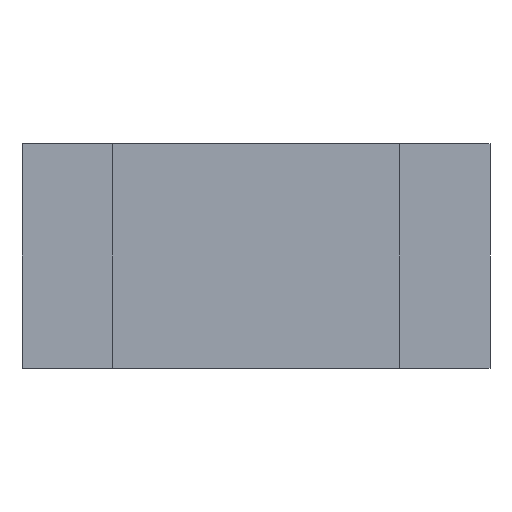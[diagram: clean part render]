
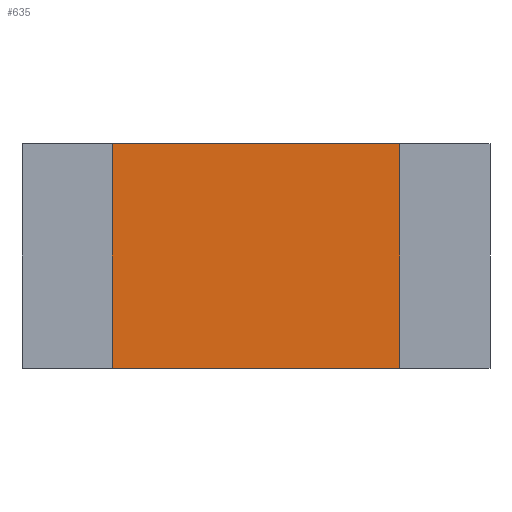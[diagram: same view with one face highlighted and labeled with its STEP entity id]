
A CAD part, front view. The second image highlights one B-rep face of the part: STEP entity #635.
In plain terms, the highlighted planar face has unit normal (0, -1, 0).
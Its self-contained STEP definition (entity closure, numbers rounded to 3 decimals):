
#3 = ORIENTED_EDGE ( 'NONE', *, *, #605, .T. ) ;
#83 = AXIS2_PLACEMENT_3D ( 'NONE', #510, #813, #887 ) ;
#97 = VECTOR ( 'NONE', #707, 1000. ) ;
#138 = ORIENTED_EDGE ( 'NONE', *, *, #909, .T. ) ;
#154 = VERTEX_POINT ( 'NONE', #278 ) ;
#182 = DIRECTION ( 'NONE',  ( 1., 0., 0. ) ) ;
#199 = EDGE_CURVE ( 'NONE', #570, #248, #879, .T. ) ;
#248 = VERTEX_POINT ( 'NONE', #295 ) ;
#252 = CARTESIAN_POINT ( 'NONE',  ( -3.248, 0.042, 1.575 ) ) ;
#278 = CARTESIAN_POINT ( 'NONE',  ( 3.248, 0.042, 1.575 ) ) ;
#291 = PLANE ( 'NONE',  #83 ) ;
#295 = CARTESIAN_POINT ( 'NONE',  ( -3.248, 0.042, 1.575 ) ) ;
#406 = CARTESIAN_POINT ( 'NONE',  ( -3.248, 0.042, -1.575 ) ) ;
#439 = CARTESIAN_POINT ( 'NONE',  ( 3.248, 0.042, -8.115 ) ) ;
#510 = CARTESIAN_POINT ( 'NONE',  ( -3.248, 0.042, -8.115 ) ) ;
#534 = VERTEX_POINT ( 'NONE', #885 ) ;
#550 = EDGE_LOOP ( 'NONE', ( #877, #138, #3, #913 ) ) ;
#564 = LINE ( 'NONE', #252, #817 ) ;
#570 = VERTEX_POINT ( 'NONE', #954 ) ;
#605 = EDGE_CURVE ( 'NONE', #534, #154, #802, .T. ) ;
#635 = ADVANCED_FACE ( 'NONE', ( #916 ), #291, .T. ) ;
#667 = CARTESIAN_POINT ( 'NONE',  ( -3.248, 0.042, -8.115 ) ) ;
#707 = DIRECTION ( 'NONE',  ( 1., 0., 0. ) ) ;
#792 = LINE ( 'NONE', #406, #97 ) ;
#796 = DIRECTION ( 'NONE',  ( 0., 0., 1. ) ) ;
#802 = LINE ( 'NONE', #439, #829 ) ;
#813 = DIRECTION ( 'NONE',  ( 0., -1., 0. ) ) ;
#817 = VECTOR ( 'NONE', #182, 1000. ) ;
#829 = VECTOR ( 'NONE', #949, 1000. ) ;
#855 = VECTOR ( 'NONE', #796, 1000. ) ;
#862 = EDGE_CURVE ( 'NONE', #248, #154, #564, .T. ) ;
#877 = ORIENTED_EDGE ( 'NONE', *, *, #199, .F. ) ;
#879 = LINE ( 'NONE', #667, #855 ) ;
#885 = CARTESIAN_POINT ( 'NONE',  ( 3.248, 0.042, -1.575 ) ) ;
#887 = DIRECTION ( 'NONE',  ( 1., 0., 0. ) ) ;
#909 = EDGE_CURVE ( 'NONE', #570, #534, #792, .T. ) ;
#913 = ORIENTED_EDGE ( 'NONE', *, *, #862, .F. ) ;
#916 = FACE_OUTER_BOUND ( 'NONE', #550, .T. ) ;
#949 = DIRECTION ( 'NONE',  ( 0., 0., 1. ) ) ;
#954 = CARTESIAN_POINT ( 'NONE',  ( -3.248, 0.042, -1.575 ) ) ;
